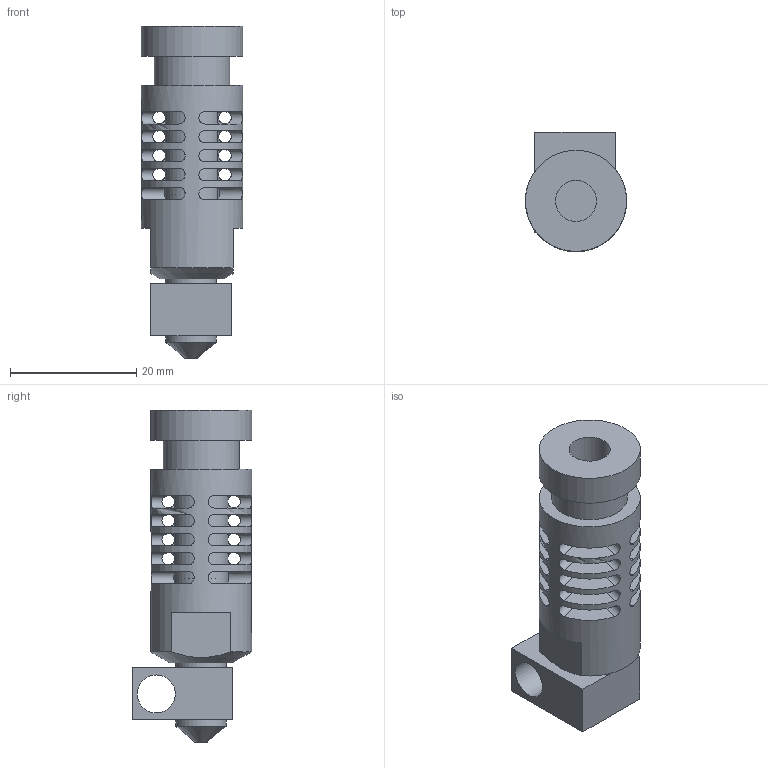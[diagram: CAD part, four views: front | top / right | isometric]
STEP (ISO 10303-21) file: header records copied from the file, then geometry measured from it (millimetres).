
FILE_DESCRIPTION(('FreeCAD Model'),'2;1');
FILE_NAME('j-head.step','2014-08-03T17:34:50',( 'FreeCAD'),('FreeCAD'),'Open CASCADE STEP processor 6.7','FreeCAD', 'Unknown');
FILE_SCHEMA(('AUTOMOTIVE_DESIGN_CC2 { 1 2 10303 214 -1 1 5 4 }'));
Length unit declared in the file: millimetre
Products named in the file (2): cuerpo_j-head; hotend
Bounding box: 16 x 18.9 x 52.5 mm (x, y, z)
Volume: 6879.5 mm3; surface area: 5992.6 mm2
Topology: 2 solids, 2 shells, 249 faces, 705 edges, 454 vertices
Faces by surface type: plane 162, cylinder 85, cone 2
Full cylindrical faces by diameter (mm): 0.4 x1, 2 x16, 6 x1, 6.5 x1, 8 x3, 12 x1, 16 x2
Entity records: 24595 total; most frequent: CARTESIAN_POINT 10900, DIRECTION 2568, ORIENTED_EDGE 1410, PCURVE 1410, DEFINITIONAL_REPRESENTATION 1410, AXIS2_PLACEMENT_3D 750, EDGE_CURVE 705, LINE 703
